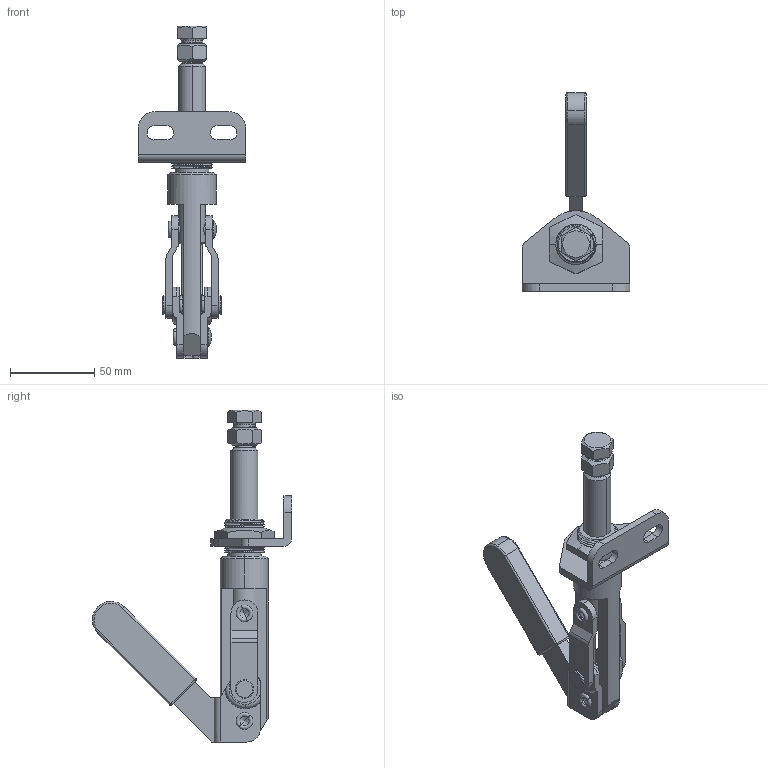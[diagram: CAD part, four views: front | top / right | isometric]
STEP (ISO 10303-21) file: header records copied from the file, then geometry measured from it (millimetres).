
FILE_DESCRIPTION (( 'STEP AP203' ), '1' );
FILE_NAME ('CH-30450.STEP', '2010-06-07T08:38:31', ( '·L?¥Î?' ), ( '·L?¤¤?' ), 'SwSTEP 2.0', 'SolidWorks 2005179', '' );
FILE_SCHEMA (( 'CONFIG_CONTROL_DESIGN' ));
Length unit declared in the file: millimetre
Products named in the file (13): CH-30450-03_??; CH-30450-06_??; CH-30450-07_??; CH-30450-02_??; CH-30450-08_??; M12_??; M12X30_??; CH-30450-04_??; CH-30450; CH-30450-09_??; CH-30450-05_??; CH-30450-10_??; CH-30450-01_??
Assembly tree (14 placements, depth 2):
  CH-30450
    CH-30450-04_??  x2
    CH-30450-10_??
    CH-30450-08_??
    CH-30450-07_??  x2
    CH-30450-05_??
    CH-30450-09_??
    CH-30450-06_??
    M12X30_??
    CH-30450-02_??
    M12_??
    CH-30450-01_??
    CH-30450-03_??
Bounding box: 64 x 118.38 x 197.5 mm (x, y, z)
Volume: 109789.1 mm3; surface area: 63364.9 mm2
Topology: 14 solids, 14 shells, 526 faces, 1384 edges, 890 vertices
Faces by surface type: cylinder 215, plane 168, bspline 54, cone 45, torus 38, sphere 6
Entity records: 32272 total; most frequent: CARTESIAN_POINT 19578, ORIENTED_EDGE 2586, DIRECTION 2081, EDGE_CURVE 1293, VERTEX_POINT 840, AXIS2_PLACEMENT_3D 741, VECTOR 599, LINE 599
